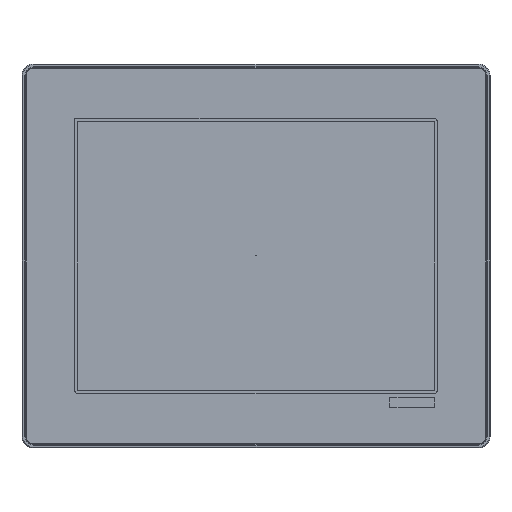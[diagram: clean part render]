
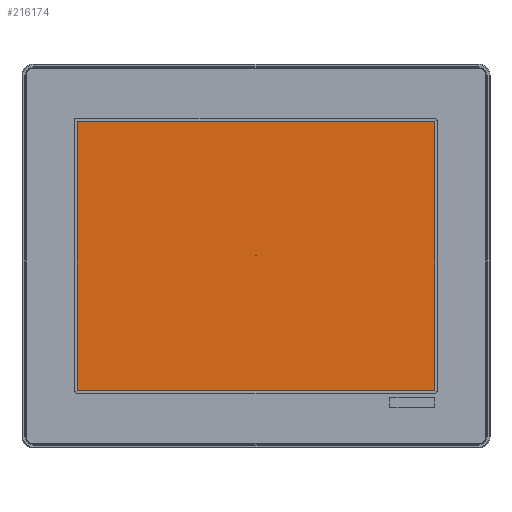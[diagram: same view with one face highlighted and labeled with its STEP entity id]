
A CAD part, top view. The second image highlights one B-rep face of the part: STEP entity #216174.
In plain terms, the highlighted planar face has unit normal (0, 0, 1).
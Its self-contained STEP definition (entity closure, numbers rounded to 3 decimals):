
#215936=CARTESIAN_POINT('',(123.,95.0,2.985));
#215937=VERTEX_POINT('',#215936);
#215944=CARTESIAN_POINT('',(125.,93.0,2.985));
#215945=VERTEX_POINT('',#215944);
#215946=CARTESIAN_POINT('',(123.,93.0,2.985));
#215947=DIRECTION('',(0.,0.,-1.0));
#215948=DIRECTION('',(0.707,0.707,0.));
#215949=AXIS2_PLACEMENT_3D('',#215946,#215947,#215948);
#215950=CIRCLE('',#215949,2.0);
#215951=EDGE_CURVE('',#215937,#215945,#215950,.T.);
#215975=CARTESIAN_POINT('',(-125.,95.0,2.985));
#215976=VERTEX_POINT('',#215975);
#215983=CARTESIAN_POINT('',(-125.,95.,2.985));
#215984=DIRECTION('',(1.0,0.0,0.0));
#215985=VECTOR('',#215984,248.);
#215986=LINE('',#215983,#215985);
#215987=EDGE_CURVE('',#215976,#215937,#215986,.T.);
#216006=CARTESIAN_POINT('',(-125.,-93.0,2.985));
#216007=VERTEX_POINT('',#216006);
#216014=CARTESIAN_POINT('',(-125.,-93.0,2.985));
#216015=DIRECTION('',(0.0,1.0,0.0));
#216016=VECTOR('',#216015,188.0);
#216017=LINE('',#216014,#216016);
#216018=EDGE_CURVE('',#216007,#215976,#216017,.T.);
#216038=CARTESIAN_POINT('',(-123.,-95.0,2.985));
#216039=VERTEX_POINT('',#216038);
#216046=CARTESIAN_POINT('',(-123.,-93.0,2.985));
#216047=DIRECTION('',(0.,0.,-1.0));
#216048=DIRECTION('',(-0.707,-0.707,0.));
#216049=AXIS2_PLACEMENT_3D('',#216046,#216047,#216048);
#216050=CIRCLE('',#216049,2.0);
#216051=EDGE_CURVE('',#216039,#216007,#216050,.T.);
#216088=CARTESIAN_POINT('',(125.,-93.0,2.985));
#216089=VERTEX_POINT('',#216088);
#216090=CARTESIAN_POINT('',(125.,93.0,2.985));
#216091=DIRECTION('',(0.0,-1.0,0.0));
#216092=VECTOR('',#216091,186.0);
#216093=LINE('',#216090,#216092);
#216094=EDGE_CURVE('',#215945,#216089,#216093,.T.);
#216120=CARTESIAN_POINT('',(123.,-95.0,2.985));
#216121=VERTEX_POINT('',#216120);
#216122=CARTESIAN_POINT('',(123.,-93.0,2.985));
#216123=DIRECTION('',(0.,0.,-1.0));
#216124=DIRECTION('',(0.707,-0.707,0.));
#216125=AXIS2_PLACEMENT_3D('',#216122,#216123,#216124);
#216126=CIRCLE('',#216125,2.0);
#216127=EDGE_CURVE('',#216089,#216121,#216126,.T.);
#216150=CARTESIAN_POINT('',(123.,-95.,2.985));
#216151=DIRECTION('',(-1.0,0.0,0.0));
#216152=VECTOR('',#216151,246.);
#216153=LINE('',#216150,#216152);
#216154=EDGE_CURVE('',#216121,#216039,#216153,.T.);
#216160=CARTESIAN_POINT('',(0.,0.,2.985));
#216161=DIRECTION('',(0.0,0.0,1.0));
#216162=DIRECTION('',(-1.0,0.0,0.0));
#216163=AXIS2_PLACEMENT_3D('',#216160,#216161,#216162);
#216164=PLANE('',#216163);
#216165=ORIENTED_EDGE('',*,*,#215951,.F.);
#216166=ORIENTED_EDGE('',*,*,#215987,.F.);
#216167=ORIENTED_EDGE('',*,*,#216018,.F.);
#216168=ORIENTED_EDGE('',*,*,#216051,.F.);
#216169=ORIENTED_EDGE('',*,*,#216154,.F.);
#216170=ORIENTED_EDGE('',*,*,#216127,.F.);
#216171=ORIENTED_EDGE('',*,*,#216094,.F.);
#216172=EDGE_LOOP('',(#216165,#216166,#216167,#216168,#216169,#216170,#216171));
#216173=FACE_OUTER_BOUND('',#216172,.T.);
#216174=ADVANCED_FACE('',(#216173),#216164,.T.);
